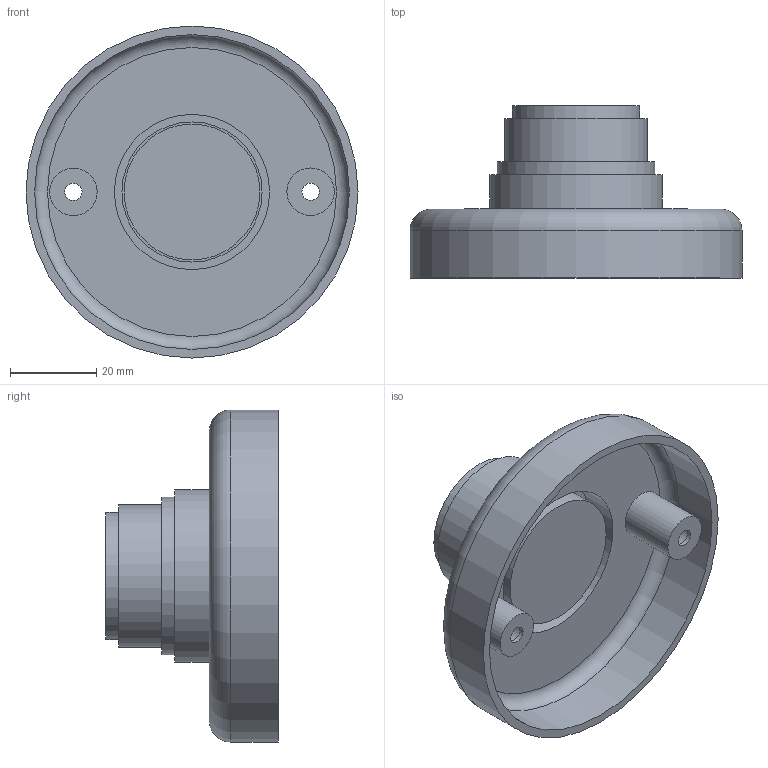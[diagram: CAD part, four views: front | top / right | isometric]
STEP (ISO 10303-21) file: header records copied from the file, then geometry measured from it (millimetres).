
FILE_DESCRIPTION(/* description */ (''),/* implementation_level */ '2;1');
FILE_NAME(/* name */ 'E27 Bulb Socket.step',/* time_stamp */ '2017-12-18T13:33:07+01:00',/* author */ ('angel.marco'),/* organization */ (''),/* preprocessor_version */ 'ST-DEVELOPER v16.13',/* originating_system */ 'Autodesk Translation Framework v6.5.0.72',/* authorisation */ '');
FILE_SCHEMA (('AUTOMOTIVE_DESIGN { 1 0 10303 214 3 1 1 }'));
Length unit declared in the file: millimetre
Products named in the file (3): E27 Bulb Socket; Base; Bulb contact
Assembly tree (2 placements, depth 3):
  E27 Bulb Socket
    Base
      Bulb contact
Bounding box: 77 x 40 x 77 mm (x, y, z)
Volume: 26877 mm3; surface area: 29647.2 mm2
Topology: 2 solids, 2 shells, 55 faces, 112 edges, 75 vertices
Faces by surface type: cylinder 31, plane 19, torus 3, bspline 2
Full cylindrical faces by diameter (mm): 4 x2, 7 x2, 11 x2, 24.002 x6, 27.349 x5, 27.5 x2, 29.5 x1, 31.5 x1, 32.5 x1, 33 x1, 36 x1, 36.5 x1, 40 x1, 73 x1, 77 x1
Entity records: 3148 total; most frequent: CARTESIAN_POINT 1893, DIRECTION 254, ORIENTED_EDGE 224, EDGE_CURVE 112, AXIS2_PLACEMENT_3D 112, VERTEX_POINT 75, EDGE_LOOP 73, FACE_OUTER_BOUND 55
